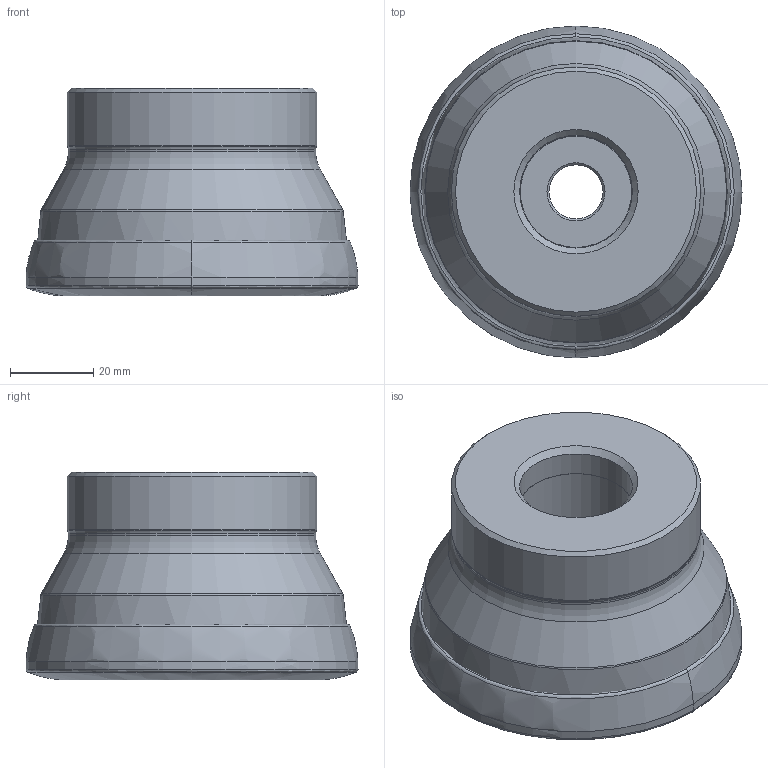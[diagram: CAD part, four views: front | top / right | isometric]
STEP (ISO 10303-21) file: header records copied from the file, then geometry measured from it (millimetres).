
FILE_DESCRIPTION (( 'STEP AP203' ), '1' );
FILE_NAME ('CUT PROFILE - 181030000.STEP', '2019-07-18T09:15:46', ( '' ), ( '' ), 'SwSTEP 2.0', 'SolidWorks 2015', '' );
FILE_SCHEMA (( 'CONFIG_CONTROL_DESIGN' ));
Length unit declared in the file: millimetre
Products named in the file (5): NOCUT^CUT PROFILE - 181030000; CUT^CUT PROFILE - 181030000; CUT PROFILE - 181030000
Assembly tree (2 placements, depth 2):
  NOCUT^CUT PROFILE - 181030000
  CUT PROFILE - 181030000
    CUT^CUT PROFILE - 181030000
    NOCUT^CUT PROFILE - 181030000
  CUT^CUT PROFILE - 181030000
Bounding box: 79.9 x 79.9 x 49.99 mm (x, y, z)
Volume: 181064.2 mm3; surface area: 30419.9 mm2
Topology: 2 solids, 2 shells, 55 faces, 110 edges, 61 vertices
Faces by surface type: bspline 23, torus 10, cone 9, cylinder 7, plane 6
Full cylindrical faces by diameter (mm): 13 x1, 20 x1, 27 x1, 27.12 x1, 28 x1, 59.5 x1, 60 x1
Entity records: 2987 total; most frequent: CARTESIAN_POINT 1605, DIRECTION 190, ORIENTED_EDGE 162, AXIS2_PLACEMENT_3D 95, EDGE_LOOP 90, EDGE_CURVE 81, FACE_OUTER_BOUND 75, VERTEX_POINT 61
